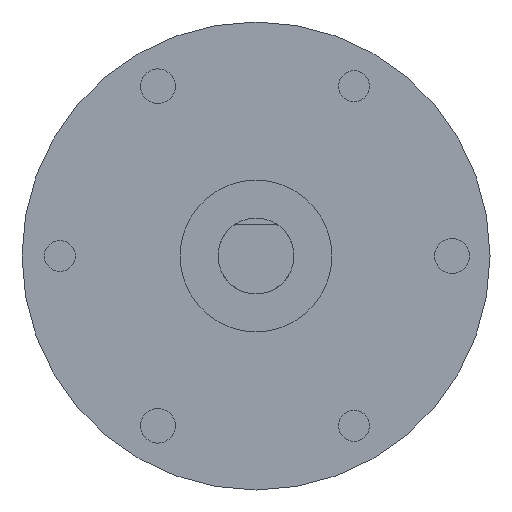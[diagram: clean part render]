
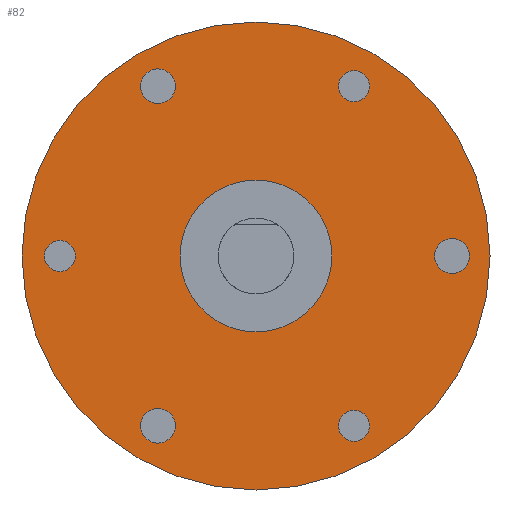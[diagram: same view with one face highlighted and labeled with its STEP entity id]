
A CAD part, front view. The second image highlights one B-rep face of the part: STEP entity #82.
In plain terms, the highlighted planar face has unit normal (0, -1, 0).
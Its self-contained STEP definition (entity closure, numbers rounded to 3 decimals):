
#82 = ADVANCED_FACE( '', ( #190, #191, #192, #193, #194, #195, #196, #197 ), #198, .F. );
#190 = FACE_BOUND( '', #337, .T. );
#191 = FACE_BOUND( '', #338, .T. );
#192 = FACE_BOUND( '', #339, .T. );
#193 = FACE_BOUND( '', #340, .T. );
#194 = FACE_BOUND( '', #341, .T. );
#195 = FACE_BOUND( '', #342, .T. );
#196 = FACE_OUTER_BOUND( '', #343, .T. );
#197 = FACE_BOUND( '', #344, .T. );
#198 = PLANE( '', #345 );
#337 = EDGE_LOOP( '', ( #512 ) );
#338 = EDGE_LOOP( '', ( #513 ) );
#339 = EDGE_LOOP( '', ( #514 ) );
#340 = EDGE_LOOP( '', ( #515 ) );
#341 = EDGE_LOOP( '', ( #516 ) );
#342 = EDGE_LOOP( '', ( #517 ) );
#343 = EDGE_LOOP( '', ( #518 ) );
#344 = EDGE_LOOP( '', ( #519 ) );
#345 = AXIS2_PLACEMENT_3D( '', #520, #521, #522 );
#512 = ORIENTED_EDGE( '', *, *, #738, .T. );
#513 = ORIENTED_EDGE( '', *, *, #739, .T. );
#514 = ORIENTED_EDGE( '', *, *, #740, .T. );
#515 = ORIENTED_EDGE( '', *, *, #741, .T. );
#516 = ORIENTED_EDGE( '', *, *, #742, .T. );
#517 = ORIENTED_EDGE( '', *, *, #743, .T. );
#518 = ORIENTED_EDGE( '', *, *, #744, .F. );
#519 = ORIENTED_EDGE( '', *, *, #745, .T. );
#520 = CARTESIAN_POINT( '', ( 0., 0., -18.5 ) );
#521 = DIRECTION( '', ( 0., 1., 0. ) );
#522 = DIRECTION( '', ( 0., 0., 1. ) );
#738 = EDGE_CURVE( '', #852, #852, #853, .T. );
#739 = EDGE_CURVE( '', #854, #854, #855, .T. );
#740 = EDGE_CURVE( '', #856, #856, #857, .T. );
#741 = EDGE_CURVE( '', #858, #858, #859, .T. );
#742 = EDGE_CURVE( '', #860, #860, #861, .T. );
#743 = EDGE_CURVE( '', #862, #862, #863, .T. );
#744 = EDGE_CURVE( '', #864, #864, #865, .T. );
#745 = EDGE_CURVE( '', #866, #866, #867, .T. );
#852 = VERTEX_POINT( '', #1003 );
#853 = CIRCLE( '', #1004, 1.37 );
#854 = VERTEX_POINT( '', #1005 );
#855 = CIRCLE( '', #1006, 1.23 );
#856 = VERTEX_POINT( '', #1007 );
#857 = CIRCLE( '', #1008, 1.37 );
#858 = VERTEX_POINT( '', #1009 );
#859 = CIRCLE( '', #1010, 1.23 );
#860 = VERTEX_POINT( '', #1011 );
#861 = CIRCLE( '', #1012, 1.37 );
#862 = VERTEX_POINT( '', #1013 );
#863 = CIRCLE( '', #1014, 1.23 );
#864 = VERTEX_POINT( '', #1015 );
#865 = CIRCLE( '', #1016, 18.5 );
#866 = VERTEX_POINT( '', #1017 );
#867 = CIRCLE( '', #1018, 6. );
#1003 = CARTESIAN_POINT( '', ( -8.435, 0., -12.237 ) );
#1004 = AXIS2_PLACEMENT_3D( '', #1139, #1140, #1141 );
#1005 = CARTESIAN_POINT( '', ( 6.685, 0., -14.038 ) );
#1006 = AXIS2_PLACEMENT_3D( '', #1142, #1143, #1144 );
#1007 = CARTESIAN_POINT( '', ( 14.815, 0., -1.186 ) );
#1008 = AXIS2_PLACEMENT_3D( '', #1145, #1146, #1147 );
#1009 = CARTESIAN_POINT( '', ( 8.815, 0., 12.809 ) );
#1010 = AXIS2_PLACEMENT_3D( '', #1148, #1149, #1150 );
#1011 = CARTESIAN_POINT( '', ( -6.38, 0., 13.423 ) );
#1012 = AXIS2_PLACEMENT_3D( '', #1151, #1152, #1153 );
#1013 = CARTESIAN_POINT( '', ( -15.5, 0., 1.23 ) );
#1014 = AXIS2_PLACEMENT_3D( '', #1154, #1155, #1156 );
#1015 = CARTESIAN_POINT( '', ( 0., 0., 18.5 ) );
#1016 = AXIS2_PLACEMENT_3D( '', #1157, #1158, #1159 );
#1017 = CARTESIAN_POINT( '', ( 0., 0., 6. ) );
#1018 = AXIS2_PLACEMENT_3D( '', #1160, #1161, #1162 );
#1139 = CARTESIAN_POINT( '', ( -7.75, 0., -13.423 ) );
#1140 = DIRECTION( '', ( 0., 1., 0. ) );
#1141 = DIRECTION( '', ( -0.5, 0., 0.866 ) );
#1142 = CARTESIAN_POINT( '', ( 7.75, 0., -13.423 ) );
#1143 = DIRECTION( '', ( 0., 1., 0. ) );
#1144 = DIRECTION( '', ( -0.866, 0., -0.5 ) );
#1145 = CARTESIAN_POINT( '', ( 15.5, 0., 0. ) );
#1146 = DIRECTION( '', ( 0., 1., 0. ) );
#1147 = DIRECTION( '', ( -0.5, 0., -0.866 ) );
#1148 = CARTESIAN_POINT( '', ( 7.75, 0., 13.423 ) );
#1149 = DIRECTION( '', ( 0., 1., 0. ) );
#1150 = DIRECTION( '', ( 0.866, 0., -0.5 ) );
#1151 = CARTESIAN_POINT( '', ( -7.75, 0., 13.423 ) );
#1152 = DIRECTION( '', ( 0., 1., 0. ) );
#1153 = DIRECTION( '', ( 1., 0., 0. ) );
#1154 = CARTESIAN_POINT( '', ( -15.5, 0., 0. ) );
#1155 = DIRECTION( '', ( 0., 1., 0. ) );
#1156 = DIRECTION( '', ( 0., 0., 1. ) );
#1157 = CARTESIAN_POINT( '', ( 0., 0., 0. ) );
#1158 = DIRECTION( '', ( 0., 1., 0. ) );
#1159 = DIRECTION( '', ( 0., 0., 1. ) );
#1160 = CARTESIAN_POINT( '', ( 0., 0., 0. ) );
#1161 = DIRECTION( '', ( 0., 1., 0. ) );
#1162 = DIRECTION( '', ( 0., 0., 1. ) );
